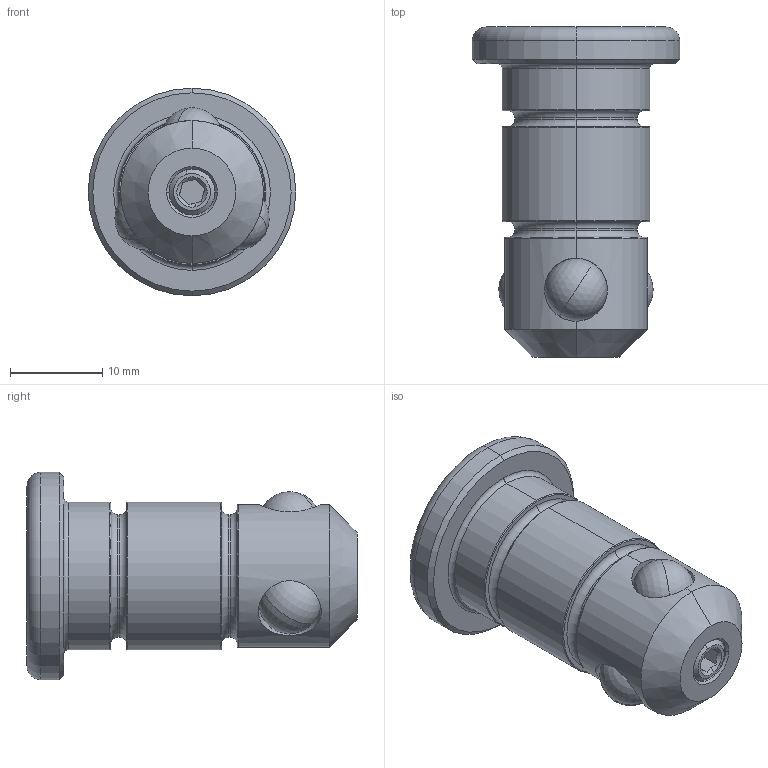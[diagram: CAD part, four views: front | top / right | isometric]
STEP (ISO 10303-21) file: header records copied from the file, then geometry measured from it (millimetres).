
FILE_DESCRIPTION (( 'STEP AP203' ), '1' );
FILE_NAME ('160522.step', '2014-08-11T16:04:17', ( 'User' ), ( '' ), 'SwSTEP 2.0', 'SolidWorks 2014', '' );
FILE_SCHEMA (( 'CONFIG_CONTROL_DESIGN' ));
Length unit declared in the file: millimetre
Products named in the file (5): 160522; 160510 Koerper^160522_Detailliert; Gewindestift M8x20 DIN 915^160522_Detailliert; Kugel 6,747^160522; Gewindestift M5x6 DIN 914^160522_Detailliert
Assembly tree (7 placements, depth 2):
  160522
    160510 Koerper^160522_Detailliert
    Gewindestift M8x20 DIN 915^160522_Detailliert
    Kugel 6,747^160522  x4
    Gewindestift M5x6 DIN 914^160522_Detailliert
Bounding box: 22.5 x 35.8 x 22.5 mm (x, y, z)
Volume: 6803.7 mm3; surface area: 4741.9 mm2
Topology: 7 solids, 7 shells, 104 faces, 242 edges, 150 vertices
Faces by surface type: cylinder 28, plane 26, torus 22, cone 20, sphere 8
Entity records: 3799 total; most frequent: CARTESIAN_POINT 982, DIRECTION 510, ORIENTED_EDGE 432, AXIS2_PLACEMENT_3D 218, EDGE_CURVE 216, VERTEX_POINT 132, EDGE_LOOP 112, CIRCLE 110
